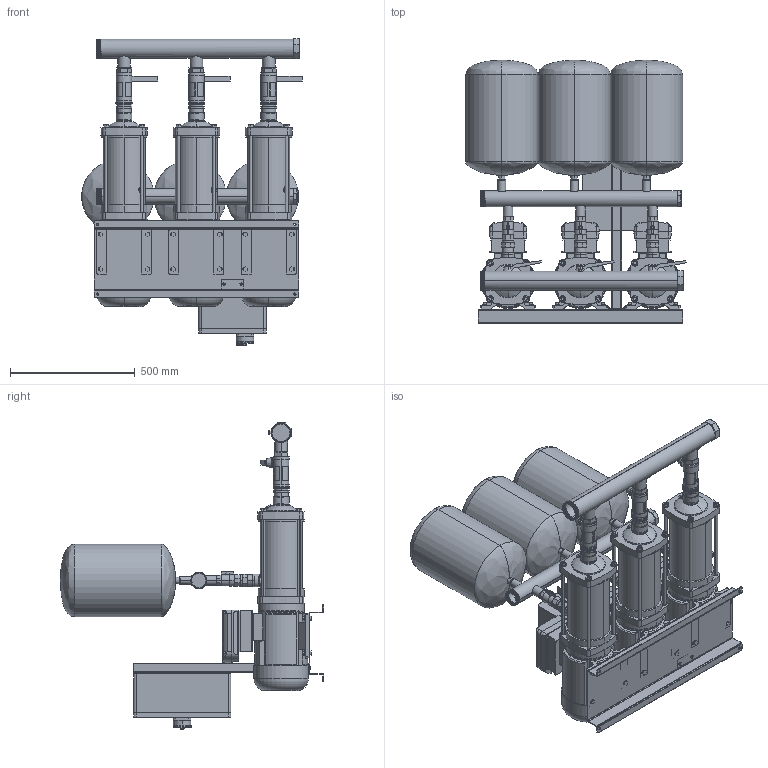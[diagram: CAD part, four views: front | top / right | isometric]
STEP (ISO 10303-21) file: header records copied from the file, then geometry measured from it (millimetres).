
FILE_DESCRIPTION (( 'STEP AP214' ), '1' );
FILE_NAME ('3EH_15-7_TE_ZB00064936.STEP', '2022-07-17T15:48:10', ( '' ), ( '' ), 'SwSTEP 2.0', 'SolidWorks 2020', '' );
FILE_SCHEMA (( 'AUTOMOTIVE_DESIGN' ));
Length unit declared in the file: millimetre
Products named in the file (1): 3EH_15-7_TE_ZB00064936
Bounding box: 885 x 1055 x 1227.9 mm (x, y, z)
Volume: 115688248.7 mm3; surface area: 8747478.3 mm2
Topology: 117 solids, 118 shells, 2628 faces, 6280 edges, 4043 vertices
Faces by surface type: plane 1330, cylinder 987, cone 169, torus 84, bspline 44, sphere 14
Entity records: 122667 total; most frequent: CARTESIAN_POINT 31238, DIRECTION 12723, ORIENTED_EDGE 12544, EDGE_CURVE 6272, AXIS2_PLACEMENT_3D 4622, VERTEX_POINT 4043, LINE 3479, VECTOR 3479
